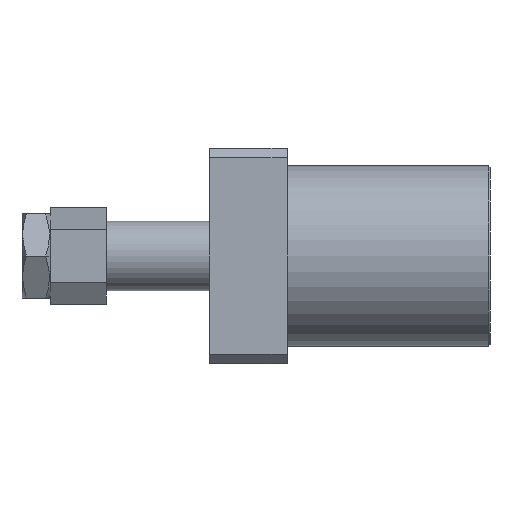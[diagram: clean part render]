
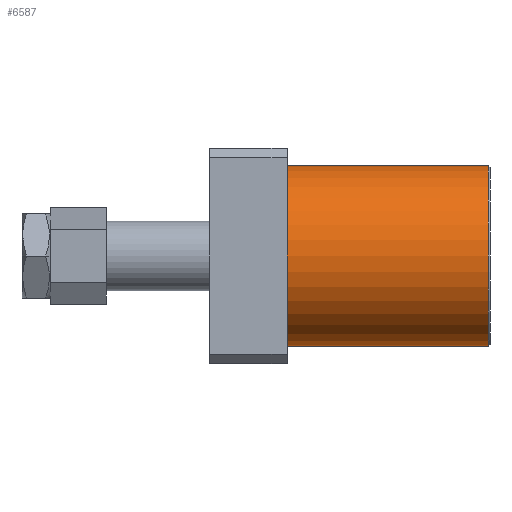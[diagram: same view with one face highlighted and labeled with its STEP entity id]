
A CAD part, left-side view. The second image highlights one B-rep face of the part: STEP entity #6587.
In plain terms, the highlighted cylindrical face has radius 29 mm (diameter 58 mm), a partial arc.
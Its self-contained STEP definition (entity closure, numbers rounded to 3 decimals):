
#61 = EDGE_CURVE ( 'NONE', #5547, #1721, #4452, .T. ) ;
#63 = EDGE_CURVE ( 'NONE', #1975, #1196, #4454, .T. ) ;
#97 = EDGE_CURVE ( 'NONE', #5547, #1975, #4506, .T. ) ;
#133 = EDGE_CURVE ( 'NONE', #1721, #1196, #4560, .T. ) ;
#530 = CARTESIAN_POINT ( 'NONE',  ( 0., 65., -29. ) ) ;
#1004 = AXIS2_PLACEMENT_3D ( 'NONE', #3595, #3594, #3586 ) ;
#1196 = VERTEX_POINT ( 'NONE', #5253 ) ;
#1438 = CARTESIAN_POINT ( 'NONE',  ( 0., 65., 0. ) ) ;
#1455 = DIRECTION ( 'NONE',  ( 0., -1., 0. ) ) ;
#1495 = CARTESIAN_POINT ( 'NONE',  ( 0., 65., 29. ) ) ;
#1534 = DIRECTION ( 'NONE',  ( 0., -1., 0. ) ) ;
#1568 = DIRECTION ( 'NONE',  ( 0., 0., 1. ) ) ;
#1579 = CARTESIAN_POINT ( 'NONE',  ( 0., 65., -29. ) ) ;
#1592 = DIRECTION ( 'NONE',  ( 0., 1., 0. ) ) ;
#1721 = VERTEX_POINT ( 'NONE', #3950 ) ;
#1975 = VERTEX_POINT ( 'NONE', #4014 ) ;
#2891 = EDGE_LOOP ( 'NONE', ( #6085, #6086, #6083, #6077 ) ) ;
#3586 = DIRECTION ( 'NONE',  ( 0., 0., -1. ) ) ;
#3594 = DIRECTION ( 'NONE',  ( 0., -1., 0. ) ) ;
#3595 = CARTESIAN_POINT ( 'NONE',  ( 0., 65., 0. ) ) ;
#3950 = CARTESIAN_POINT ( 'NONE',  ( 0., 0.5, -29. ) ) ;
#4014 = CARTESIAN_POINT ( 'NONE',  ( 0., 65., 29. ) ) ;
#4440 = VECTOR ( 'NONE', #1455, 1000. ) ;
#4452 = LINE ( 'NONE', #1579, #4455 ) ;
#4454 = LINE ( 'NONE', #1495, #4440 ) ;
#4455 = VECTOR ( 'NONE', #1534, 1000. ) ;
#4506 = CIRCLE ( 'NONE', #6339, 29. ) ;
#4560 = CIRCLE ( 'NONE', #6347, 29. ) ;
#4993 = CARTESIAN_POINT ( 'NONE',  ( 0., 0.5, 0. ) ) ;
#4994 = DIRECTION ( 'NONE',  ( 0., 1., 0. ) ) ;
#4995 = DIRECTION ( 'NONE',  ( 0., 0., 1. ) ) ;
#5253 = CARTESIAN_POINT ( 'NONE',  ( 0., 0.5, 29. ) ) ;
#5547 = VERTEX_POINT ( 'NONE', #530 ) ;
#6077 = ORIENTED_EDGE ( 'NONE', *, *, #133, .T. ) ;
#6083 = ORIENTED_EDGE ( 'NONE', *, *, #61, .T. ) ;
#6085 = ORIENTED_EDGE ( 'NONE', *, *, #63, .F. ) ;
#6086 = ORIENTED_EDGE ( 'NONE', *, *, #97, .F. ) ;
#6339 = AXIS2_PLACEMENT_3D ( 'NONE', #1438, #1592, #1568 ) ;
#6347 = AXIS2_PLACEMENT_3D ( 'NONE', #4993, #4994, #4995 ) ;
#6587 = ADVANCED_FACE ( 'NONE', ( #6943 ), #6953, .T. ) ;
#6943 = FACE_OUTER_BOUND ( 'NONE', #2891, .T. ) ;
#6953 = CYLINDRICAL_SURFACE ( 'NONE', #1004, 29. ) ;
